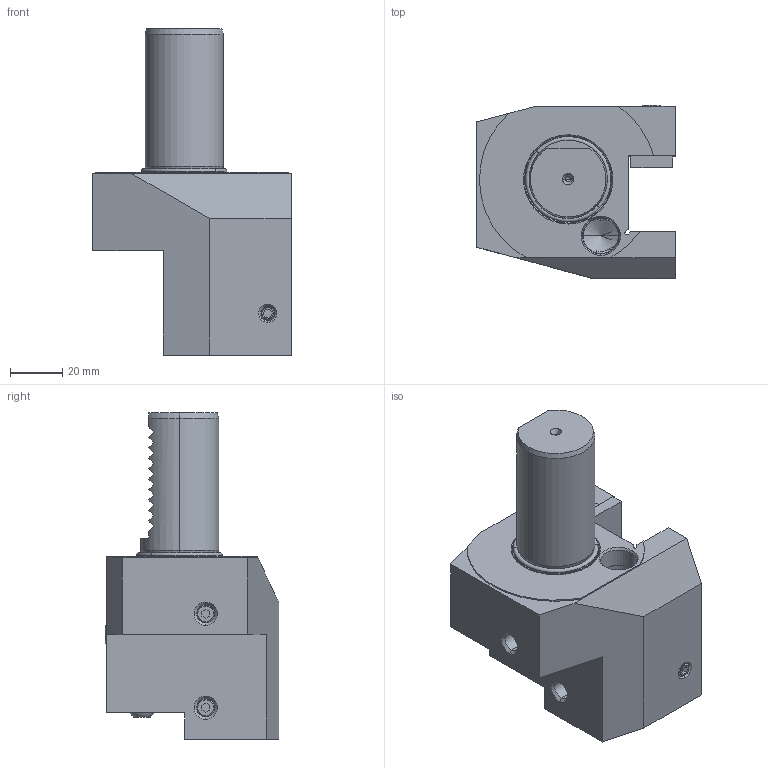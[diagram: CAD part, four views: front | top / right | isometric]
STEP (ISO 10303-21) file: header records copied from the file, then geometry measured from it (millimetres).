
FILE_DESCRIPTION (( 'STEP AP203' ), '1' );
FILE_NAME ('309.42.20.IK.STEP', '2017-12-26T03:16:23', ( '' ), ( '' ), 'SwSTEP 2.0', 'SolidWorks 2012', '' );
FILE_SCHEMA (( 'CONFIG_CONTROL_DESIGN' ));
Length unit declared in the file: millimetre
Products named in the file (13): 60x16x4.5; 309.42.20.IK; M6螺絲投; O型環8; 16x5.8; 管螺文螺絲; M8尖頭螺絲; M10平頭螺絲; 2-44100006N4出水銅嘴; O型環; 皿頭_M4xP0.7x8L; VDI30   C2; M4x20
Assembly tree (16 placements, depth 2):
  309.42.20.IK
    VDI30   C2
    M4x20
    O型環
    皿頭_M4xP0.7x8L
    2-44100006N4出水銅嘴
    M8尖頭螺絲  x2
    管螺文螺絲
    16x5.8
    M10平頭螺絲  x2
    60x16x4.5
    M6螺絲投  x3
    O型環8
Bounding box: 76 x 66.5 x 125 mm (x, y, z)
Volume: 246112.8 mm3; surface area: 48966.7 mm2
Topology: 16 solids, 16 shells, 801 faces, 2198 edges, 1429 vertices
Faces by surface type: cylinder 424, plane 155, cone 151, bspline 47, torus 18, sphere 6
Entity records: 58535 total; most frequent: CARTESIAN_POINT 42441, ORIENTED_EDGE 3654, DIRECTION 2476, EDGE_CURVE 1827, VERTEX_POINT 1189, AXIS2_PLACEMENT_3D 895, EDGE_LOOP 700, VECTOR 686
